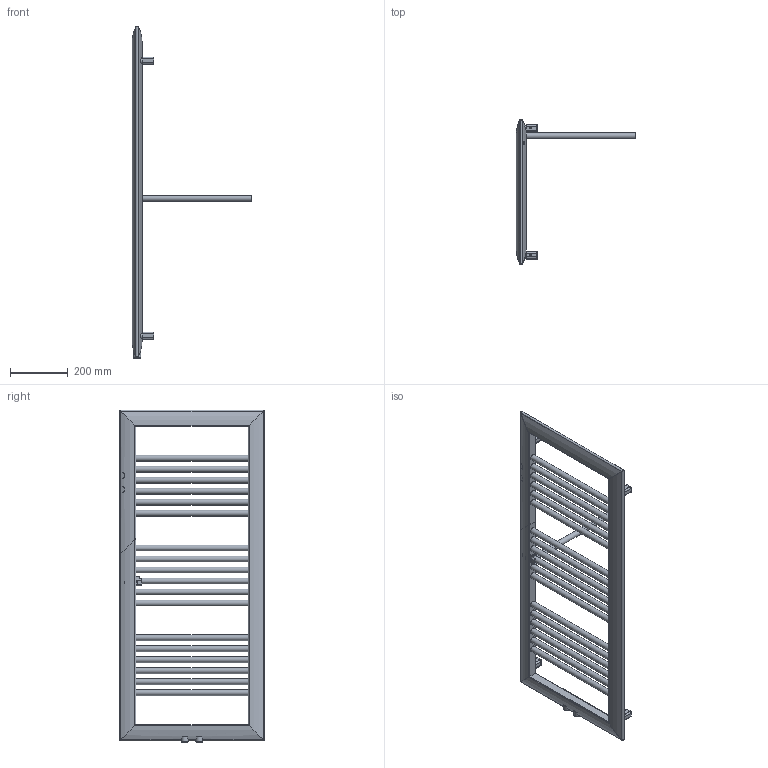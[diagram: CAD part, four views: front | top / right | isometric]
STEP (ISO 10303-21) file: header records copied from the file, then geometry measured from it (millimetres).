
FILE_DESCRIPTION( ( 'Unknown' ), '1' );
FILE_NAME( 'AXE.stp', 'Unknown', ( 'Unknown' ), ( 'Unknown' ), 'PSStep 10.1', 'Unknown', ' ' );
FILE_SCHEMA( ( 'AUTOMOTIVE_DESIGN { 1 0 10303 214 1 1 1 1 }' ) );
Length unit declared in the file: millimetre
Products named in the file (32): Mocowanie kwadratowe L40; Assem1; blacha z fasol¹ kwadrat; mocowanie kwadratowe L40; element dolny; kolektory  pionowe kpl; element górny; rurk  fi 20; rurk  fi 20-oa0; rurk  fi 20-oa1; rurk  fi 20-oa2; rurk  fi 20-oa3; rurk  fi 20-oa4; rurk  fi 20-oa5; rurk  fi 20-oa6; rurk  fi 20-oa7; rurk  fi 20-oa8; rurk  fi 20-oa9; rurk  fi 20-oa10; rurk  fi 20-oa11; rurk  fi 20-oa12; rurk  fi 20-oa13; rurk  fi 20-oa14; rurk  fi 20-oa15; rurk  fi 20-oa16; mufa; mufa-oa17; uchwyt; uchwyt-oa18; uchwyt-oa19; uchwyt-oa20
Bounding box: 412.96 x 500 x 1146.2 mm (x, y, z)
Volume: 2670450.8 mm3; surface area: 3547002.3 mm2
Topology: 68 solids, 68 shells, 620 faces, 1574 edges, 1082 vertices
Faces by surface type: cylinder 364, plane 236, torus 20
Full cylindrical faces by diameter (mm): 4.917 x6, 10.35 x2, 18 x44, 18.974 x4, 20 x44, 20.2 x72, 25 x4
Entity records: 10708 total; most frequent: CARTESIAN_POINT 2540, DIRECTION 1270, ORIENTED_EDGE 948, AXIS2_PLACEMENT_3D 567, EDGE_CURVE 474, EDGE_LOOP 468, VERTEX_POINT 374, FACE_OUTER_BOUND 332
